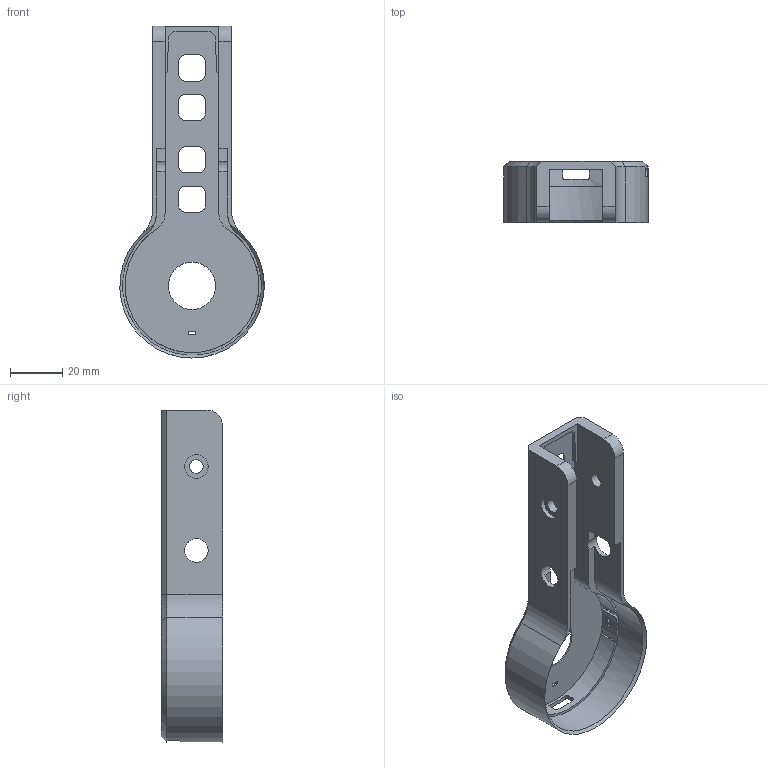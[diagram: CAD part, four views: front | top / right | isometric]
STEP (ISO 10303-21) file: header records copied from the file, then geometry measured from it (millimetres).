
FILE_DESCRIPTION(/* description */ ('','CAx-IF Rec.Pracs.---Representation and Presentation of Product Manufacturing Information (PMI)---4.0---2014-10-13'),/* implementation_level */ '2;1');
FILE_NAME(/* name */ 'LED Cover - Top.step',/* time_stamp */ '2025-01-29T19:31:22-07:00',/* author */ (''),/* organization */ (''),/* preprocessor_version */ 'ST-DEVELOPER v20',/* originating_system */ 'Autodesk Translation Framework v13.20.0.188',/* authorisation */ '');
FILE_SCHEMA (('AP242_MANAGED_MODEL_BASED_3D_ENGINEERING_MIM_LF { 1 0 10303 442 1 1 4 }'));
Length unit declared in the file: millimetre
Products named in the file (1): Top
Bounding box: 54.98 x 23.3 x 126.5 mm (x, y, z)
Volume: 21707.9 mm3; surface area: 20974.5 mm2
Topology: 1 solids, 1 shells, 193 faces, 504 edges, 313 vertices
Faces by surface type: plane 94, cylinder 48, cone 31, bspline 20
Full cylindrical faces by diameter (mm): 5.2 x2, 9 x4, 18 x1
Entity records: 7057 total; most frequent: CARTESIAN_POINT 2305, ORIENTED_EDGE 1008, DIRECTION 940, EDGE_CURVE 504, LINE 320, VECTOR 320, VERTEX_POINT 313, AXIS2_PLACEMENT_3D 310
